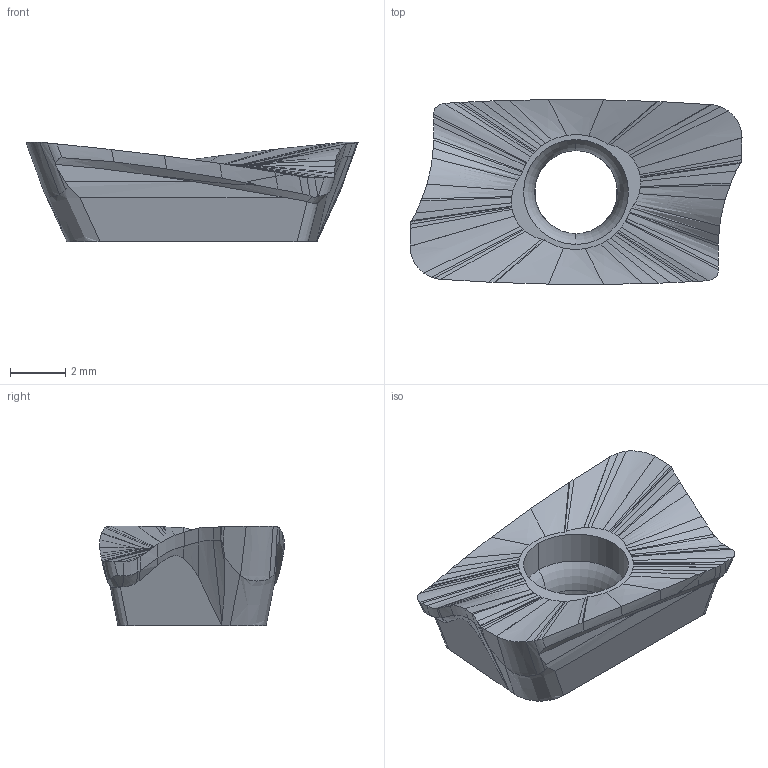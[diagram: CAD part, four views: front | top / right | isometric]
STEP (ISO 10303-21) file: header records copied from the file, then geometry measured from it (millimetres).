
FILE_DESCRIPTION(/* description */ (''),/* implementation_level */ '2;1');
FILE_NAME(/* name */ 'AOMT123612PEER-M.stp',/* time_stamp */ '2021-09-07T08:29:25+09:00',/* author */ (''),/* organization */ (''),/* preprocessor_version */ 'ST-DEVELOPER v16',/* originating_system */ 'SIEMENS PLM Software NX 10.0',/* authorisation */ '');
FILE_SCHEMA (('AUTOMOTIVE_DESIGN { 1 0 10303 214 3 1 1 1 }'));
Length unit declared in the file: millimetre
Products named in the file (1): AOMT123612PEER-M
Bounding box: 12 x 6.68 x 3.6 mm (x, y, z)
Volume: 142.3 mm3; surface area: 230.5 mm2
Topology: 1 solids, 1 shells, 171 faces, 513 edges, 416 vertices
Faces by surface type: bspline 123, plane 20, cylinder 14, extrusion 10, cone 2, torus 2
Entity records: 9868 total; most frequent: CARTESIAN_POINT 6241, ORIENTED_EDGE 886, EDGE_CURVE 443, B_SPLINE_CURVE_WITH_KNOTS 366, VERTEX_POINT 274, DIRECTION 269, EDGE_LOOP 173, ADVANCED_FACE 171
